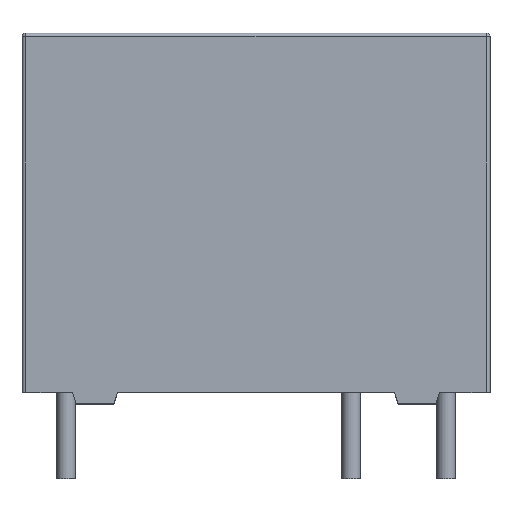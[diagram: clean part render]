
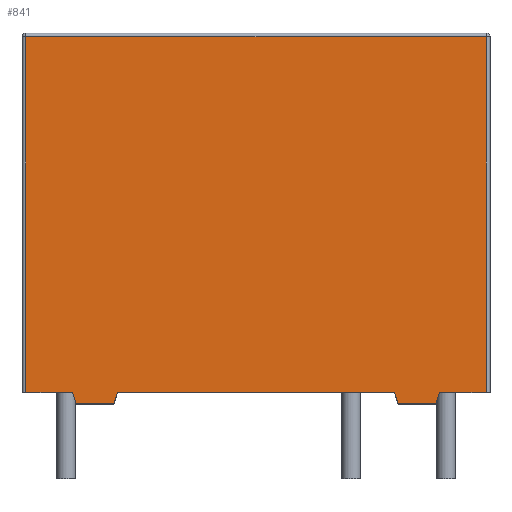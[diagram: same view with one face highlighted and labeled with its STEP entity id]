
A CAD part, top view. The second image highlights one B-rep face of the part: STEP entity #841.
In plain terms, the highlighted planar face has unit normal (0, 0, 1).
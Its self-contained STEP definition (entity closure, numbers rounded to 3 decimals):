
#28=PLANE('',#936);
#65=LINE('',#1266,#152);
#72=LINE('',#1299,#159);
#80=LINE('',#1321,#167);
#84=LINE('',#1332,#171);
#85=LINE('',#1334,#172);
#86=LINE('',#1336,#173);
#87=LINE('',#1338,#174);
#88=LINE('',#1340,#175);
#89=LINE('',#1342,#176);
#90=LINE('',#1344,#177);
#91=LINE('',#1346,#178);
#92=LINE('',#1347,#179);
#152=VECTOR('',#1005,10.);
#159=VECTOR('',#1040,10.);
#167=VECTOR('',#1066,10.);
#171=VECTOR('',#1078,10.);
#172=VECTOR('',#1079,10.);
#173=VECTOR('',#1080,10.);
#174=VECTOR('',#1081,10.);
#175=VECTOR('',#1082,10.);
#176=VECTOR('',#1083,10.);
#177=VECTOR('',#1084,10.);
#178=VECTOR('',#1085,10.);
#179=VECTOR('',#1086,10.);
#268=FACE_OUTER_BOUND('',#325,.T.);
#325=EDGE_LOOP('',(#641,#642,#643,#644,#645,#646,#647,#648,#649,#650,#651,
#652));
#400=VERTEX_POINT('',#1259);
#402=VERTEX_POINT('',#1264);
#410=VERTEX_POINT('',#1288);
#413=VERTEX_POINT('',#1295);
#422=VERTEX_POINT('',#1331);
#423=VERTEX_POINT('',#1333);
#424=VERTEX_POINT('',#1335);
#425=VERTEX_POINT('',#1337);
#426=VERTEX_POINT('',#1339);
#427=VERTEX_POINT('',#1341);
#428=VERTEX_POINT('',#1343);
#429=VERTEX_POINT('',#1345);
#476=EDGE_CURVE('',#402,#400,#65,.T.);
#492=EDGE_CURVE('',#410,#413,#72,.T.);
#504=EDGE_CURVE('',#400,#410,#80,.T.);
#509=EDGE_CURVE('',#422,#402,#84,.T.);
#510=EDGE_CURVE('',#422,#423,#85,.T.);
#511=EDGE_CURVE('',#423,#424,#86,.T.);
#512=EDGE_CURVE('',#424,#425,#87,.T.);
#513=EDGE_CURVE('',#426,#425,#88,.T.);
#514=EDGE_CURVE('',#426,#427,#89,.T.);
#515=EDGE_CURVE('',#428,#427,#90,.T.);
#516=EDGE_CURVE('',#428,#429,#91,.T.);
#517=EDGE_CURVE('',#413,#429,#92,.T.);
#641=ORIENTED_EDGE('',*,*,#492,.F.);
#642=ORIENTED_EDGE('',*,*,#504,.F.);
#643=ORIENTED_EDGE('',*,*,#476,.F.);
#644=ORIENTED_EDGE('',*,*,#509,.F.);
#645=ORIENTED_EDGE('',*,*,#510,.T.);
#646=ORIENTED_EDGE('',*,*,#511,.T.);
#647=ORIENTED_EDGE('',*,*,#512,.T.);
#648=ORIENTED_EDGE('',*,*,#513,.F.);
#649=ORIENTED_EDGE('',*,*,#514,.T.);
#650=ORIENTED_EDGE('',*,*,#515,.F.);
#651=ORIENTED_EDGE('',*,*,#516,.T.);
#652=ORIENTED_EDGE('',*,*,#517,.F.);
#841=ADVANCED_FACE('',(#268),#28,.T.);
#936=AXIS2_PLACEMENT_3D('',#1330,#1076,#1077);
#1005=DIRECTION('',(0.,1.,0.));
#1040=DIRECTION('',(0.,-1.,0.));
#1066=DIRECTION('',(1.,0.,0.));
#1076=DIRECTION('center_axis',(0.,0.,1.));
#1077=DIRECTION('ref_axis',(1.,0.,0.));
#1078=DIRECTION('',(-1.,0.,0.));
#1079=DIRECTION('',(0.316,-0.949,0.));
#1080=DIRECTION('',(1.,0.,0.));
#1081=DIRECTION('',(0.316,0.949,0.));
#1082=DIRECTION('',(-1.,0.,0.));
#1083=DIRECTION('',(0.316,-0.949,0.));
#1084=DIRECTION('',(-1.,0.,0.));
#1085=DIRECTION('',(0.316,0.949,0.));
#1086=DIRECTION('',(-1.,0.,0.));
#1259=CARTESIAN_POINT('',(-6.15,9.8,3.75));
#1264=CARTESIAN_POINT('',(-6.15,0.3,3.75));
#1266=CARTESIAN_POINT('',(-6.15,0.3,3.75));
#1288=CARTESIAN_POINT('',(6.15,9.8,3.75));
#1295=CARTESIAN_POINT('',(6.15,0.3,3.75));
#1299=CARTESIAN_POINT('',(6.15,0.3,3.75));
#1321=CARTESIAN_POINT('',(-3.125,9.8,3.75));
#1330=CARTESIAN_POINT('Origin',(-6.25,0.3,3.75));
#1331=CARTESIAN_POINT('',(-4.9,0.3,3.75));
#1332=CARTESIAN_POINT('',(6.25,0.3,3.75));
#1333=CARTESIAN_POINT('',(-4.8,0.,3.75));
#1334=CARTESIAN_POINT('',(-4.9,0.3,3.75));
#1335=CARTESIAN_POINT('',(-3.8,0.,3.75));
#1336=CARTESIAN_POINT('',(-4.3,0.,3.75));
#1337=CARTESIAN_POINT('',(-3.7,0.3,3.75));
#1338=CARTESIAN_POINT('',(-3.8,0.,3.75));
#1339=CARTESIAN_POINT('',(3.7,0.3,3.75));
#1340=CARTESIAN_POINT('',(6.25,0.3,3.75));
#1341=CARTESIAN_POINT('',(3.8,0.,3.75));
#1342=CARTESIAN_POINT('',(3.7,0.3,3.75));
#1343=CARTESIAN_POINT('',(4.8,0.,3.75));
#1344=CARTESIAN_POINT('',(4.3,0.,3.75));
#1345=CARTESIAN_POINT('',(4.9,0.3,3.75));
#1346=CARTESIAN_POINT('',(4.8,0.,3.75));
#1347=CARTESIAN_POINT('',(6.25,0.3,3.75));
